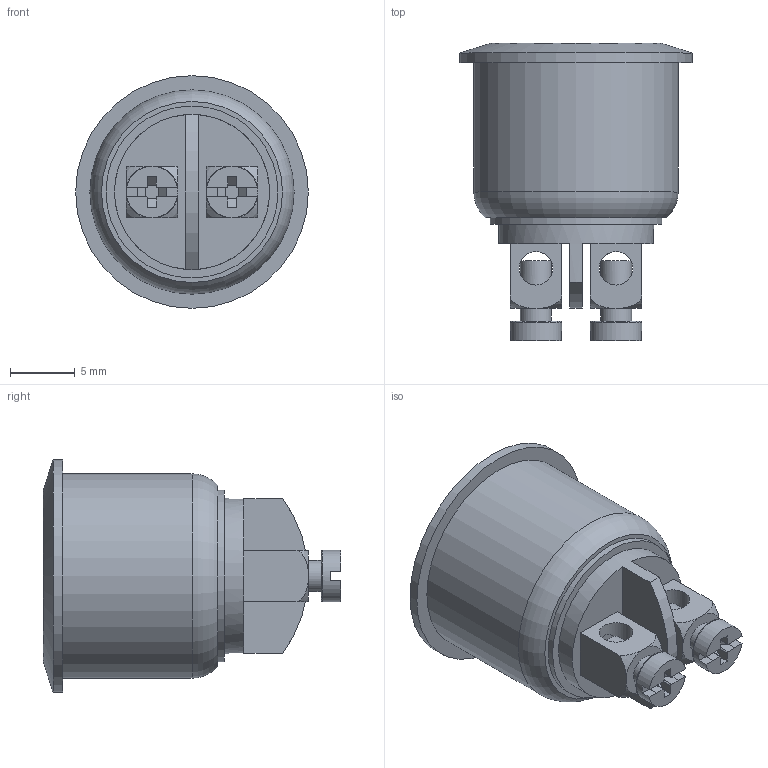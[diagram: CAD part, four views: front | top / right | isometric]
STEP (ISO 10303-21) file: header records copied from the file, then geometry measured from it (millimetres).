
FILE_DESCRIPTION(/* description */ (' '),/* implementation_level */ '2;1');
FILE_NAME(/* name */ 'PV2F640xx-M01.stp',/* time_stamp */ '2021-10-14T13:39:37-05:00',/* author */ ('mwilliams'),/* organization */ (' '),/* preprocessor_version */ 'ST-DEVELOPER v18',/* originating_system */ 'Autodesk Inventor 2020',/* authorisation */ ' ');
FILE_SCHEMA (('AUTOMOTIVE_DESIGN { 1 0 10303 214 3 1 1 }'));
Length unit declared in the file: millimetre
Products named in the file (1): Part72
Bounding box: 18 x 23 x 18 mm (x, y, z)
Volume: 2171.2 mm3; surface area: 2197.8 mm2
Topology: 1 solids, 2 shells, 121 faces, 335 edges, 230 vertices
Faces by surface type: plane 81, cylinder 27, bspline 8, torus 4, cone 1
Full cylindrical faces by diameter (mm): 2.1 x2, 2.4 x4, 2.6 x2, 4 x2, 12 x3, 13.3 x1, 15.8 x1, 18 x1
Entity records: 4300 total; most frequent: CARTESIAN_POINT 1094, ORIENTED_EDGE 670, DIRECTION 635, EDGE_CURVE 335, VERTEX_POINT 230, AXIS2_PLACEMENT_3D 216, LINE 203, VECTOR 203
